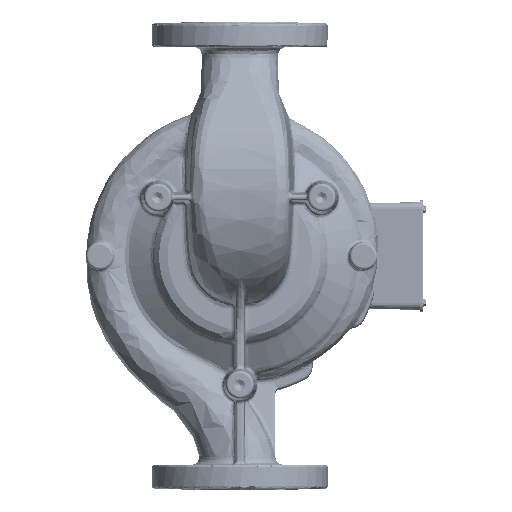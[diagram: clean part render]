
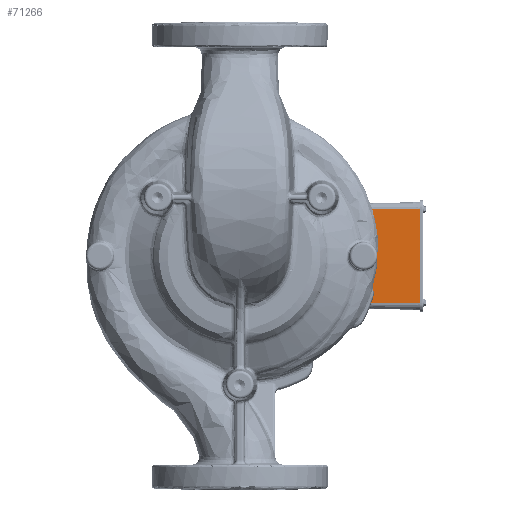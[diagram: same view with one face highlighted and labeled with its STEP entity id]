
A CAD part, front view. The second image highlights one B-rep face of the part: STEP entity #71266.
In plain terms, the highlighted planar face has unit normal (-0.026, -1, 0).
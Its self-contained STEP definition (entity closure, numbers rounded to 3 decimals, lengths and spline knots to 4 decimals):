
#1671=PLANE('',#77771);
#4960=(
BOUNDED_CURVE()
B_SPLINE_CURVE(2,(#201707,#201708,#201709,#201710),.UNSPECIFIED.,.F.,.F.)
B_SPLINE_CURVE_WITH_KNOTS((3,1,3),(-31.0266,-24.0956,
-23.4848),.UNSPECIFIED.)
CURVE()
GEOMETRIC_REPRESENTATION_ITEM()
RATIONAL_B_SPLINE_CURVE((7.782,8.498,8.562,
8.562))
REPRESENTATION_ITEM('')
);
#4961=(
BOUNDED_CURVE()
B_SPLINE_CURVE(2,(#201720,#201721,#201722),.UNSPECIFIED.,.F.,.F.)
B_SPLINE_CURVE_WITH_KNOTS((3,3),(-23.4848,-15.943),
 .UNSPECIFIED.)
CURVE()
GEOMETRIC_REPRESENTATION_ITEM()
RATIONAL_B_SPLINE_CURVE((8.562,8.562,7.782))
REPRESENTATION_ITEM('')
);
#9854=FACE_OUTER_BOUND('',#13978,.T.);
#13978=EDGE_LOOP('',(#62308,#62309,#62310,#62311,#62312,#62313));
#21953=LINE('',#201688,#26690);
#21954=LINE('',#201713,#26691);
#21955=LINE('',#201718,#26692);
#21956=LINE('',#201719,#26693);
#26690=VECTOR('',#95136,39.3701);
#26691=VECTOR('',#95141,39.3701);
#26692=VECTOR('',#95146,39.3701);
#26693=VECTOR('',#95147,39.3701);
#33174=VERTEX_POINT('',#201684);
#33175=VERTEX_POINT('',#201686);
#33176=VERTEX_POINT('',#201690);
#33177=VERTEX_POINT('',#201712);
#33178=VERTEX_POINT('',#201716);
#33179=VERTEX_POINT('',#201717);
#43312=EDGE_CURVE('',#33174,#33175,#21953,.T.);
#43314=EDGE_CURVE('',#33176,#33174,#4960,.T.);
#43315=EDGE_CURVE('',#33176,#33177,#21954,.T.);
#43317=EDGE_CURVE('',#33178,#33179,#21955,.T.);
#43318=EDGE_CURVE('',#33179,#33177,#21956,.T.);
#43319=EDGE_CURVE('',#33175,#33178,#4961,.T.);
#62308=ORIENTED_EDGE('',*,*,#43317,.T.);
#62309=ORIENTED_EDGE('',*,*,#43318,.T.);
#62310=ORIENTED_EDGE('',*,*,#43315,.F.);
#62311=ORIENTED_EDGE('',*,*,#43314,.T.);
#62312=ORIENTED_EDGE('',*,*,#43312,.T.);
#62313=ORIENTED_EDGE('',*,*,#43319,.T.);
#71266=ADVANCED_FACE('',(#9854),#1671,.T.);
#77771=AXIS2_PLACEMENT_3D('',#201715,#95144,#95145);
#95136=DIRECTION('',(0.,0.,-1.));
#95141=DIRECTION('',(1.,-0.026,0.));
#95144=DIRECTION('center_axis',(-0.026,-1.,
0.));
#95145=DIRECTION('ref_axis',(-1.,0.026,0.));
#95146=DIRECTION('',(1.,-0.026,0.));
#95147=DIRECTION('',(0.,0.,1.));
#201684=CARTESIAN_POINT('',(5.4971,15.7735,1.63));
#201686=CARTESIAN_POINT('',(5.4971,15.7735,-1.63));
#201688=CARTESIAN_POINT('',(5.4971,15.7735,-2.));
#201690=CARTESIAN_POINT('',(5.527,15.7728,2.));
#201707=CARTESIAN_POINT('Ctrl Pts',(5.527,15.7728,2.));
#201708=CARTESIAN_POINT('Ctrl Pts',(5.4993,15.7735,1.8131));
#201709=CARTESIAN_POINT('Ctrl Pts',(5.4971,15.7735,1.6436));
#201710=CARTESIAN_POINT('Ctrl Pts',(5.4971,15.7735,1.63));
#201712=CARTESIAN_POINT('',(7.7156,15.7154,2.));
#201713=CARTESIAN_POINT('',(7.7472,15.7146,2.));
#201715=CARTESIAN_POINT('Origin',(7.7472,15.7146,-2.));
#201716=CARTESIAN_POINT('',(5.527,15.7728,-2.));
#201717=CARTESIAN_POINT('',(7.7156,15.7154,-2.));
#201718=CARTESIAN_POINT('',(7.7472,15.7146,-2.));
#201719=CARTESIAN_POINT('',(7.7156,15.7154,-2.));
#201720=CARTESIAN_POINT('Ctrl Pts',(5.4971,15.7735,-1.63));
#201721=CARTESIAN_POINT('Ctrl Pts',(5.4971,15.7735,-1.7981));
#201722=CARTESIAN_POINT('Ctrl Pts',(5.527,15.7728,-2.));
